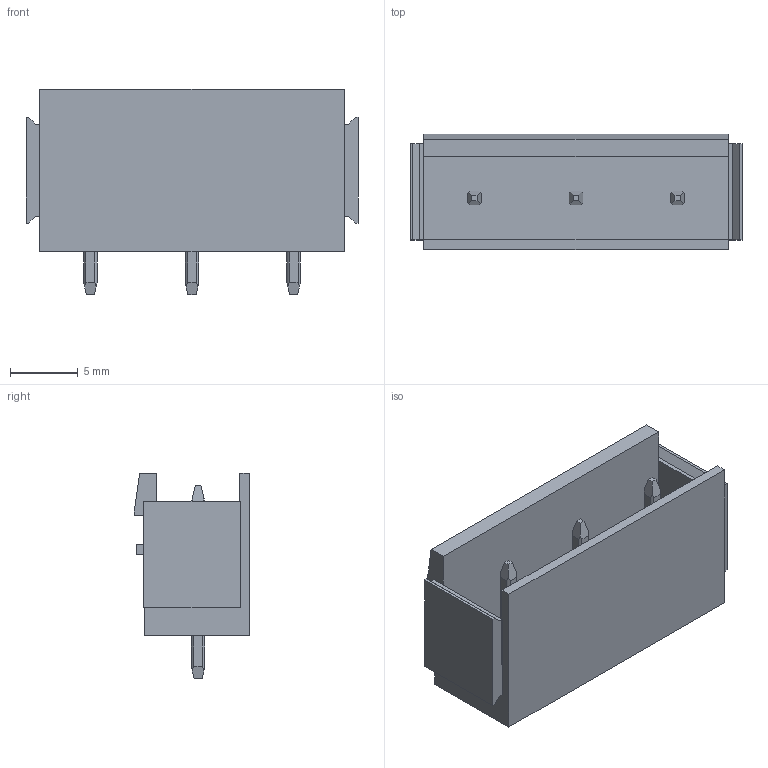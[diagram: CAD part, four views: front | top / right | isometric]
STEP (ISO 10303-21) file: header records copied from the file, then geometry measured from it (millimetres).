
FILE_DESCRIPTION(('CATIA V5 STEP Exchange','CAx-IF Rec.Pracs.--- Model Styling and Organization---1.2---2011-12-15'),'2;1');
FILE_NAME ('D1453833_0_1629140000_1629140000.stp','2018-10-29T06:25:02+00:00',('none'),('Weidmueller'),'CATIA Version 5-6 Release 2014','CATIA V5 STEP AP214','none');
FILE_SCHEMA(('AUTOMOTIVE_DESIGN { 1 0 10303 214 1 1 1 1 }'));
Length unit declared in the file: millimetre
Products named in the file (1): 1629140000
Bounding box: 24.5 x 8.5 x 15.2 mm (x, y, z)
Volume: 1095.9 mm3; surface area: 1819.5 mm2
Topology: 4 solids, 4 shells, 125 faces, 339 edges, 222 vertices
Faces by surface type: plane 99, cylinder 26
Entity records: 3664 total; most frequent: CARTESIAN_POINT 808, ORIENTED_EDGE 678, DIRECTION 423, EDGE_CURVE 339, VECTOR 235, LINE 235, VERTEX_POINT 222, EDGE_LOOP 131
